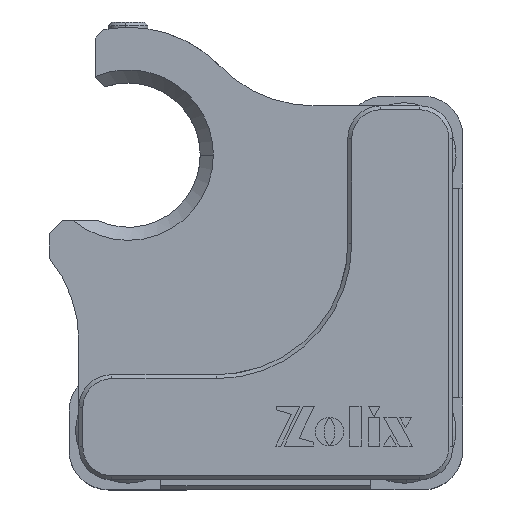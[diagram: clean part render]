
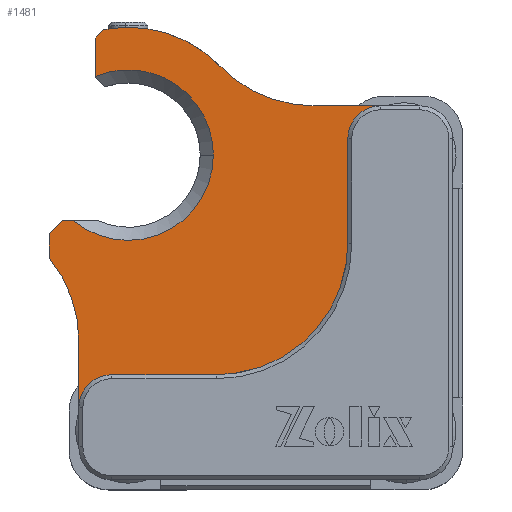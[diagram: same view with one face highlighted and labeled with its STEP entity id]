
A CAD part, top view. The second image highlights one B-rep face of the part: STEP entity #1481.
In plain terms, the highlighted planar face has unit normal (0, 0, 1).
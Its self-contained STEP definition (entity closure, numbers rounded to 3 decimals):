
#35 = VERTEX_POINT ( 'NONE', #4327 ) ;
#71 = PLANE ( 'NONE',  #11619 ) ;
#178 = DIRECTION ( 'NONE',  ( 0., 0., -1. ) ) ;
#275 = CARTESIAN_POINT ( 'NONE',  ( 8.75, 11.75, -4. ) ) ;
#481 = CARTESIAN_POINT ( 'NONE',  ( -13., 10.5, -4. ) ) ;
#540 = DIRECTION ( 'NONE',  ( 1., 0., 0. ) ) ;
#1117 = AXIS2_PLACEMENT_3D ( 'NONE', #2884, #9422, #1941 ) ;
#1269 = CIRCLE ( 'NONE', #7966, 10. ) ;
#1307 = CARTESIAN_POINT ( 'NONE',  ( -12.351, 20.073, -4. ) ) ;
#1379 = CARTESIAN_POINT ( 'NONE',  ( 6.25, 41.797, -4. ) ) ;
#1481 = ADVANCED_FACE ( 'NONE', ( #7422 ), #71, .F. ) ;
#1509 = VERTEX_POINT ( 'NONE', #4821 ) ;
#1941 = DIRECTION ( 'NONE',  ( -1., 0., 0. ) ) ;
#2044 = CARTESIAN_POINT ( 'NONE',  ( -14.25, -3.677, -4. ) ) ;
#2063 = EDGE_CURVE ( 'NONE', #1509, #10422, #10329, .T. ) ;
#2087 = AXIS2_PLACEMENT_3D ( 'NONE', #11240, #12060, #4624 ) ;
#2141 = LINE ( 'NONE', #11833, #10484 ) ;
#2160 = VERTEX_POINT ( 'NONE', #9396 ) ;
#2195 = ORIENTED_EDGE ( 'NONE', *, *, #6677, .F. ) ;
#2198 = VECTOR ( 'NONE', #8917, 1000. ) ;
#2249 = VECTOR ( 'NONE', #7983, 1000. ) ;
#2377 = ORIENTED_EDGE ( 'NONE', *, *, #4552, .F. ) ;
#2379 = CARTESIAN_POINT ( 'NONE',  ( -39.891, -6.25, -4. ) ) ;
#2532 = EDGE_CURVE ( 'NONE', #35, #1509, #9011, .T. ) ;
#2556 = LINE ( 'NONE', #1379, #2249 ) ;
#2560 = DIRECTION ( 'NONE',  ( 0., 0., -1. ) ) ;
#2606 = ORIENTED_EDGE ( 'NONE', *, *, #5955, .T. ) ;
#2607 = EDGE_CURVE ( 'NONE', #7198, #5218, #10985, .T. ) ;
#2650 = VECTOR ( 'NONE', #9738, 1000. ) ;
#2682 = CARTESIAN_POINT ( 'NONE',  ( -10.5, 10.5, -4. ) ) ;
#2705 = VERTEX_POINT ( 'NONE', #5473 ) ;
#2754 = VERTEX_POINT ( 'NONE', #7319 ) ;
#2838 = CIRCLE ( 'NONE', #2087, 10. ) ;
#2884 = CARTESIAN_POINT ( 'NONE',  ( -11.75, -8.75, -4. ) ) ;
#3007 = VECTOR ( 'NONE', #540, 1000. ) ;
#3016 = EDGE_LOOP ( 'NONE', ( #6585, #4455, #9549, #8833, #4748, #5640, #2606, #6399, #9250, #4891, #10300, #11350, #7151, #2377, #4123, #2195, #11436 ) ) ;
#3117 = VERTEX_POINT ( 'NONE', #9982 ) ;
#3217 = DIRECTION ( 'NONE',  ( -1., 0., 0. ) ) ;
#3768 = CARTESIAN_POINT ( 'NONE',  ( -3.501, 17.288, -4. ) ) ;
#4123 = ORIENTED_EDGE ( 'NONE', *, *, #6153, .T. ) ;
#4195 = VECTOR ( 'NONE', #5447, 1000. ) ;
#4247 = CARTESIAN_POINT ( 'NONE',  ( -16.5, 10.5, -4. ) ) ;
#4290 = CIRCLE ( 'NONE', #6500, 2.5 ) ;
#4327 = CARTESIAN_POINT ( 'NONE',  ( -4., 10.5, -4. ) ) ;
#4358 = DIRECTION ( 'NONE',  ( -0.707, -0.707, 0. ) ) ;
#4455 = ORIENTED_EDGE ( 'NONE', *, *, #10962, .T. ) ;
#4552 = EDGE_CURVE ( 'NONE', #10747, #3117, #2141, .T. ) ;
#4624 = DIRECTION ( 'NONE',  ( -1., 0., 0. ) ) ;
#4628 = CARTESIAN_POINT ( 'NONE',  ( -15.5, 5.5, -4. ) ) ;
#4748 = ORIENTED_EDGE ( 'NONE', *, *, #7815, .T. ) ;
#4821 = CARTESIAN_POINT ( 'NONE',  ( -14.653, 5.5, -4. ) ) ;
#4891 = ORIENTED_EDGE ( 'NONE', *, *, #7927, .T. ) ;
#5034 = EDGE_CURVE ( 'NONE', #8537, #6249, #8773, .T. ) ;
#5218 = VERTEX_POINT ( 'NONE', #5498 ) ;
#5235 = DIRECTION ( 'NONE',  ( -1., 0., 0. ) ) ;
#5306 = CARTESIAN_POINT ( 'NONE',  ( -13., 16.5, -4. ) ) ;
#5310 = CIRCLE ( 'NONE', #7178, 6.5 ) ;
#5387 = DIRECTION ( 'NONE',  ( 1., 0., 0. ) ) ;
#5447 = DIRECTION ( 'NONE',  ( -1., 0., 0. ) ) ;
#5473 = CARTESIAN_POINT ( 'NONE',  ( 6.25, 3.75, -4. ) ) ;
#5498 = CARTESIAN_POINT ( 'NONE',  ( -16.5, 2.642, -4. ) ) ;
#5617 = CARTESIAN_POINT ( 'NONE',  ( -3.75, -6.25, -4. ) ) ;
#5640 = ORIENTED_EDGE ( 'NONE', *, *, #2607, .T. ) ;
#5876 = VECTOR ( 'NONE', #6134, 1000. ) ;
#5894 = CARTESIAN_POINT ( 'NONE',  ( 3.677, 14.25, -4. ) ) ;
#5926 = LINE ( 'NONE', #2379, #3007 ) ;
#5955 = EDGE_CURVE ( 'NONE', #5218, #7069, #6994, .T. ) ;
#6038 = DIRECTION ( 'NONE',  ( -1., 0., 0. ) ) ;
#6134 = DIRECTION ( 'NONE',  ( 0., -1., 0. ) ) ;
#6153 = EDGE_CURVE ( 'NONE', #10747, #7074, #1269, .T. ) ;
#6190 = LINE ( 'NONE', #6931, #2198 ) ;
#6249 = VERTEX_POINT ( 'NONE', #5306 ) ;
#6399 = ORIENTED_EDGE ( 'NONE', *, *, #9861, .F. ) ;
#6420 = AXIS2_PLACEMENT_3D ( 'NONE', #9866, #10761, #8877 ) ;
#6464 = DIRECTION ( 'NONE',  ( -1., 0., 0. ) ) ;
#6500 = AXIS2_PLACEMENT_3D ( 'NONE', #275, #10097, #3217 ) ;
#6585 = ORIENTED_EDGE ( 'NONE', *, *, #5034, .T. ) ;
#6677 = EDGE_CURVE ( 'NONE', #8565, #7074, #6981, .T. ) ;
#6745 = DIRECTION ( 'NONE',  ( -1., 0., 0. ) ) ;
#6905 = CARTESIAN_POINT ( 'NONE',  ( -11.75, -6.25, -4. ) ) ;
#6931 = CARTESIAN_POINT ( 'NONE',  ( -14.25, 14.25, -4. ) ) ;
#6981 = CIRCLE ( 'NONE', #6420, 9.75 ) ;
#6994 = CIRCLE ( 'NONE', #11718, 10. ) ;
#7023 = CARTESIAN_POINT ( 'NONE',  ( -15.5, 5.5, -4. ) ) ;
#7069 = VERTEX_POINT ( 'NONE', #2044 ) ;
#7074 = VERTEX_POINT ( 'NONE', #3768 ) ;
#7151 = ORIENTED_EDGE ( 'NONE', *, *, #9152, .T. ) ;
#7178 = AXIS2_PLACEMENT_3D ( 'NONE', #2682, #2560, #6464 ) ;
#7198 = VERTEX_POINT ( 'NONE', #9768 ) ;
#7319 = CARTESIAN_POINT ( 'NONE',  ( -14.25, -8.75, -4. ) ) ;
#7411 = VECTOR ( 'NONE', #4358, 1000. ) ;
#7422 = FACE_OUTER_BOUND ( 'NONE', #3016, .T. ) ;
#7578 = CARTESIAN_POINT ( 'NONE',  ( -13., 19.424, -4. ) ) ;
#7620 = DIRECTION ( 'NONE',  ( -1., 0., 0. ) ) ;
#7799 = VERTEX_POINT ( 'NONE', #6905 ) ;
#7815 = EDGE_CURVE ( 'NONE', #10422, #7198, #10291, .T. ) ;
#7884 = CARTESIAN_POINT ( 'NONE',  ( 3.677, 24.25, -4. ) ) ;
#7927 = EDGE_CURVE ( 'NONE', #7799, #11533, #5926, .T. ) ;
#7966 = AXIS2_PLACEMENT_3D ( 'NONE', #7884, #11642, #6038 ) ;
#7983 = DIRECTION ( 'NONE',  ( 0., 1., 0. ) ) ;
#8018 = DIRECTION ( 'NONE',  ( 0., 0., -1. ) ) ;
#8079 = CIRCLE ( 'NONE', #1117, 2.5 ) ;
#8304 = EDGE_CURVE ( 'NONE', #2705, #2160, #2556, .T. ) ;
#8402 = EDGE_CURVE ( 'NONE', #11533, #2705, #2838, .T. ) ;
#8484 = AXIS2_PLACEMENT_3D ( 'NONE', #11804, #8018, #5235 ) ;
#8537 = VERTEX_POINT ( 'NONE', #7578 ) ;
#8565 = VERTEX_POINT ( 'NONE', #9514 ) ;
#8587 = CARTESIAN_POINT ( 'NONE',  ( -10.5, 10.5, -4. ) ) ;
#8773 = LINE ( 'NONE', #481, #11116 ) ;
#8833 = ORIENTED_EDGE ( 'NONE', *, *, #2063, .T. ) ;
#8877 = DIRECTION ( 'NONE',  ( -1., 0., 0. ) ) ;
#8917 = DIRECTION ( 'NONE',  ( 0., 1., 0. ) ) ;
#9011 = CIRCLE ( 'NONE', #8484, 6.5 ) ;
#9152 = EDGE_CURVE ( 'NONE', #2160, #3117, #4290, .T. ) ;
#9250 = ORIENTED_EDGE ( 'NONE', *, *, #11052, .T. ) ;
#9396 = CARTESIAN_POINT ( 'NONE',  ( 6.25, 11.75, -4. ) ) ;
#9422 = DIRECTION ( 'NONE',  ( 0., 0., -1. ) ) ;
#9514 = CARTESIAN_POINT ( 'NONE',  ( -12.351, 20.073, -4. ) ) ;
#9549 = ORIENTED_EDGE ( 'NONE', *, *, #2532, .T. ) ;
#9625 = CARTESIAN_POINT ( 'NONE',  ( -24.25, -3.677, -4. ) ) ;
#9738 = DIRECTION ( 'NONE',  ( -0.707, -0.707, 0. ) ) ;
#9768 = CARTESIAN_POINT ( 'NONE',  ( -16.5, 4.5, -4. ) ) ;
#9861 = EDGE_CURVE ( 'NONE', #2754, #7069, #6190, .T. ) ;
#9866 = CARTESIAN_POINT ( 'NONE',  ( -10.5, 10.5, -4. ) ) ;
#9982 = CARTESIAN_POINT ( 'NONE',  ( 8.75, 14.25, -4. ) ) ;
#10048 = CARTESIAN_POINT ( 'NONE',  ( -10.5, 5.5, -4. ) ) ;
#10097 = DIRECTION ( 'NONE',  ( 0., 0., -1. ) ) ;
#10180 = EDGE_CURVE ( 'NONE', #8565, #8537, #10838, .T. ) ;
#10291 = LINE ( 'NONE', #7023, #7411 ) ;
#10300 = ORIENTED_EDGE ( 'NONE', *, *, #8402, .T. ) ;
#10329 = LINE ( 'NONE', #10048, #4195 ) ;
#10422 = VERTEX_POINT ( 'NONE', #4628 ) ;
#10453 = DIRECTION ( 'NONE',  ( 0., 0., -1. ) ) ;
#10484 = VECTOR ( 'NONE', #5387, 1000. ) ;
#10747 = VERTEX_POINT ( 'NONE', #5894 ) ;
#10761 = DIRECTION ( 'NONE',  ( 0., 0., -1. ) ) ;
#10838 = LINE ( 'NONE', #1307, #2650 ) ;
#10962 = EDGE_CURVE ( 'NONE', #6249, #35, #5310, .T. ) ;
#10985 = LINE ( 'NONE', #4247, #5876 ) ;
#11052 = EDGE_CURVE ( 'NONE', #2754, #7799, #8079, .T. ) ;
#11116 = VECTOR ( 'NONE', #11669, 1000. ) ;
#11240 = CARTESIAN_POINT ( 'NONE',  ( -3.75, 3.75, -4. ) ) ;
#11350 = ORIENTED_EDGE ( 'NONE', *, *, #8304, .T. ) ;
#11436 = ORIENTED_EDGE ( 'NONE', *, *, #10180, .T. ) ;
#11533 = VERTEX_POINT ( 'NONE', #5617 ) ;
#11619 = AXIS2_PLACEMENT_3D ( 'NONE', #8587, #10453, #7620 ) ;
#11642 = DIRECTION ( 'NONE',  ( 0., 0., -1. ) ) ;
#11669 = DIRECTION ( 'NONE',  ( 0., -1., 0. ) ) ;
#11718 = AXIS2_PLACEMENT_3D ( 'NONE', #9625, #178, #6745 ) ;
#11804 = CARTESIAN_POINT ( 'NONE',  ( -10.5, 10.5, -4. ) ) ;
#11833 = CARTESIAN_POINT ( 'NONE',  ( -14.25, 14.25, -4. ) ) ;
#12060 = DIRECTION ( 'NONE',  ( 0., 0., 1. ) ) ;
